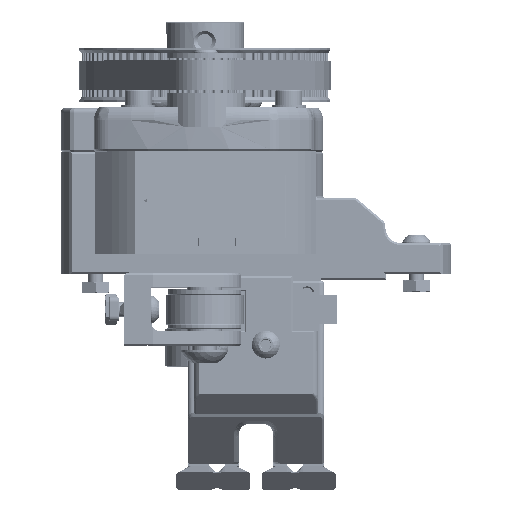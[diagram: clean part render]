
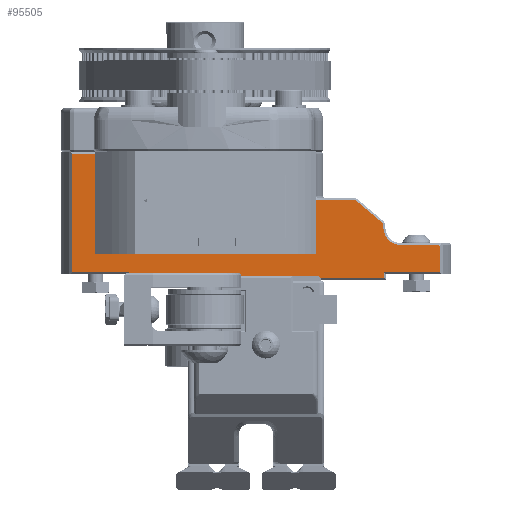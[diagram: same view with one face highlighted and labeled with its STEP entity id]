
A CAD part, top view. The second image highlights one B-rep face of the part: STEP entity #95505.
In plain terms, the highlighted planar face has unit normal (0, 0, 1).
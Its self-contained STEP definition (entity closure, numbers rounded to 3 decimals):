
#4277=CIRCLE('',#101757,3.4);
#4280=CIRCLE('',#101769,0.6);
#10215=FACE_OUTER_BOUND('',#15585,.T.);
#15585=EDGE_LOOP('',(#64037,#64038,#64039,#64040,#64041,#64042,#64043,#64044,
#64045,#64046,#64047,#64048,#64049,#64050,#64051,#64052,#64053,#64054,#64055,
#64056));
#20926=B_SPLINE_CURVE_WITH_KNOTS('',3,(#143922,#143923,#143924,#143925,
#143926,#143927,#143928),.UNSPECIFIED.,.F.,.F.,(4,1,1,1,4),(-0.298,
-0.282,-0.255,-0.239,-0.224),
 .UNSPECIFIED.);
#20928=B_SPLINE_CURVE_WITH_KNOTS('',3,(#143970,#143971,#143972,#143973,
#143974,#143975),.UNSPECIFIED.,.F.,.F.,(4,1,1,4),(0.081,0.11,
0.129,0.149),.UNSPECIFIED.);
#20930=B_SPLINE_CURVE_WITH_KNOTS('',3,(#143998,#143999,#144000,#144001),
 .UNSPECIFIED.,.F.,.F.,(4,4),(-0.013,-0.005),
 .UNSPECIFIED.);
#20932=B_SPLINE_CURVE_WITH_KNOTS('',3,(#144026,#144027,#144028,#144029),
 .UNSPECIFIED.,.F.,.F.,(4,4),(0.074,0.081),
 .UNSPECIFIED.);
#22207=LINE('',#143745,#30164);
#22214=LINE('',#143757,#30171);
#22234=LINE('',#143815,#30191);
#22240=LINE('',#143831,#30197);
#22243=LINE('',#143838,#30200);
#22249=LINE('',#143850,#30206);
#22252=LINE('',#143856,#30209);
#22255=LINE('',#143862,#30212);
#22258=LINE('',#143867,#30215);
#22260=LINE('',#143870,#30217);
#22264=LINE('',#143877,#30221);
#22267=LINE('',#143888,#30224);
#22273=LINE('',#143943,#30230);
#22275=LINE('',#144008,#30232);
#30164=VECTOR('',#113632,10.);
#30171=VECTOR('',#113641,10.);
#30191=VECTOR('',#113685,10.);
#30197=VECTOR('',#113699,10.);
#30200=VECTOR('',#113704,10.);
#30206=VECTOR('',#113712,10.);
#30209=VECTOR('',#113717,10.);
#30212=VECTOR('',#113722,10.);
#30215=VECTOR('',#113727,10.);
#30217=VECTOR('',#113731,10.);
#30221=VECTOR('',#113737,10.);
#30224=VECTOR('',#113748,10.);
#30230=VECTOR('',#113756,10.);
#30232=VECTOR('',#113760,10.);
#38219=VERTEX_POINT('',#143742);
#38220=VERTEX_POINT('',#143744);
#38224=VERTEX_POINT('',#143755);
#38249=VERTEX_POINT('',#143813);
#38250=VERTEX_POINT('',#143814);
#38253=VERTEX_POINT('',#143822);
#38256=VERTEX_POINT('',#143830);
#38258=VERTEX_POINT('',#143836);
#38259=VERTEX_POINT('',#143837);
#38264=VERTEX_POINT('',#143849);
#38266=VERTEX_POINT('',#143855);
#38268=VERTEX_POINT('',#143861);
#38271=VERTEX_POINT('',#143875);
#38273=VERTEX_POINT('',#143881);
#38275=VERTEX_POINT('',#143886);
#38277=VERTEX_POINT('',#143919);
#38278=VERTEX_POINT('',#143921);
#38281=VERTEX_POINT('',#143941);
#38282=VERTEX_POINT('',#143968);
#38283=VERTEX_POINT('',#144007);
#48154=EDGE_CURVE('',#38219,#38220,#22207,.T.);
#48161=EDGE_CURVE('',#38224,#38219,#22214,.T.);
#48189=EDGE_CURVE('',#38249,#38250,#22234,.T.);
#48193=EDGE_CURVE('',#38250,#38253,#4277,.T.);
#48197=EDGE_CURVE('',#38253,#38256,#22240,.T.);
#48200=EDGE_CURVE('',#38258,#38259,#22243,.T.);
#48206=EDGE_CURVE('',#38259,#38264,#22249,.T.);
#48209=EDGE_CURVE('',#38266,#38224,#22252,.T.);
#48212=EDGE_CURVE('',#38268,#38266,#22255,.T.);
#48215=EDGE_CURVE('',#38264,#38268,#22258,.T.);
#48217=EDGE_CURVE('',#38256,#38258,#22260,.T.);
#48221=EDGE_CURVE('',#38271,#38249,#22264,.T.);
#48224=EDGE_CURVE('',#38273,#38271,#4280,.T.);
#48226=EDGE_CURVE('',#38275,#38273,#22267,.T.);
#48229=EDGE_CURVE('',#38277,#38278,#20926,.T.);
#48234=EDGE_CURVE('',#38281,#38277,#22273,.T.);
#48236=EDGE_CURVE('',#38282,#38281,#20928,.T.);
#48238=EDGE_CURVE('',#38278,#38275,#20930,.T.);
#48240=EDGE_CURVE('',#38220,#38283,#22275,.T.);
#48242=EDGE_CURVE('',#38283,#38282,#20932,.T.);
#64037=ORIENTED_EDGE('',*,*,#48154,.F.);
#64038=ORIENTED_EDGE('',*,*,#48161,.F.);
#64039=ORIENTED_EDGE('',*,*,#48209,.F.);
#64040=ORIENTED_EDGE('',*,*,#48212,.F.);
#64041=ORIENTED_EDGE('',*,*,#48215,.F.);
#64042=ORIENTED_EDGE('',*,*,#48206,.F.);
#64043=ORIENTED_EDGE('',*,*,#48200,.F.);
#64044=ORIENTED_EDGE('',*,*,#48217,.F.);
#64045=ORIENTED_EDGE('',*,*,#48197,.F.);
#64046=ORIENTED_EDGE('',*,*,#48193,.F.);
#64047=ORIENTED_EDGE('',*,*,#48189,.F.);
#64048=ORIENTED_EDGE('',*,*,#48221,.F.);
#64049=ORIENTED_EDGE('',*,*,#48224,.F.);
#64050=ORIENTED_EDGE('',*,*,#48226,.F.);
#64051=ORIENTED_EDGE('',*,*,#48238,.F.);
#64052=ORIENTED_EDGE('',*,*,#48229,.F.);
#64053=ORIENTED_EDGE('',*,*,#48234,.F.);
#64054=ORIENTED_EDGE('',*,*,#48236,.F.);
#64055=ORIENTED_EDGE('',*,*,#48242,.F.);
#64056=ORIENTED_EDGE('',*,*,#48240,.F.);
#92820=PLANE('',#101773);
#95505=ADVANCED_FACE('',(#10215),#92820,.F.);
#101757=AXIS2_PLACEMENT_3D('',#143823,#113691,#113692);
#101769=AXIS2_PLACEMENT_3D('',#143883,#113743,#113744);
#101773=AXIS2_PLACEMENT_3D('',#144030,#113762,#113763);
#113632=DIRECTION('',(0.,1.,0.));
#113641=DIRECTION('',(-1.,0.,0.));
#113685=DIRECTION('',(0.16,-0.987,0.));
#113691=DIRECTION('center_axis',(0.,0.,
1.));
#113692=DIRECTION('ref_axis',(-1.,0.,0.));
#113699=DIRECTION('',(1.,0.,0.));
#113704=DIRECTION('',(0.,-1.,0.));
#113712=DIRECTION('',(-1.,0.,0.));
#113717=DIRECTION('',(0.,1.,0.));
#113722=DIRECTION('',(-1.,0.,0.));
#113727=DIRECTION('',(0.,-1.,0.));
#113731=DIRECTION('',(0.733,-0.68,0.));
#113737=DIRECTION('',(0.762,-0.648,0.));
#113743=DIRECTION('center_axis',(0.,0.,
-1.));
#113744=DIRECTION('ref_axis',(0.345,0.938,0.));
#113748=DIRECTION('',(1.,0.,0.));
#113756=DIRECTION('',(0.,-1.,0.));
#113760=DIRECTION('',(1.,0.,0.));
#113762=DIRECTION('center_axis',(0.,0.,
-1.));
#113763=DIRECTION('ref_axis',(1.,0.,0.));
#143742=CARTESIAN_POINT('',(22.4,156.25,-133.615));
#143744=CARTESIAN_POINT('',(22.4,180.5,-133.615));
#143745=CARTESIAN_POINT('',(22.4,151.035,-133.615));
#143755=CARTESIAN_POINT('',(33.992,156.25,-133.615));
#143757=CARTESIAN_POINT('',(52.75,156.25,-133.615));
#143813=CARTESIAN_POINT('',(85.938,166.305,-133.615));
#143814=CARTESIAN_POINT('',(86.197,164.706,-133.615));
#143815=CARTESIAN_POINT('',(84.09,177.717,-133.615));
#143822=CARTESIAN_POINT('',(89.553,161.85,-133.615));
#143823=CARTESIAN_POINT('Origin',(89.553,165.25,-133.615));
#143830=CARTESIAN_POINT('',(97.412,161.85,-133.615));
#143831=CARTESIAN_POINT('',(80.,161.85,-133.615));
#143836=CARTESIAN_POINT('',(97.6,161.676,-133.615));
#143837=CARTESIAN_POINT('',(97.6,156.25,-133.615));
#143838=CARTESIAN_POINT('',(97.6,150.893,-133.615));
#143849=CARTESIAN_POINT('',(86.192,156.25,-133.615));
#143850=CARTESIAN_POINT('',(72.75,156.25,-133.615));
#143855=CARTESIAN_POINT('',(33.992,155.1,-133.615));
#143856=CARTESIAN_POINT('',(33.992,157.711,-133.615));
#143861=CARTESIAN_POINT('',(86.192,155.1,-133.615));
#143862=CARTESIAN_POINT('',(60.296,155.1,-133.615));
#143867=CARTESIAN_POINT('',(86.192,157.711,-133.615));
#143870=CARTESIAN_POINT('',(94.443,164.606,-133.615));
#143875=CARTESIAN_POINT('',(80.531,170.907,-133.615));
#143877=CARTESIAN_POINT('',(82.025,169.635,-133.615));
#143881=CARTESIAN_POINT('',(80.142,171.05,-133.615));
#143883=CARTESIAN_POINT('Origin',(80.142,170.45,-133.615));
#143886=CARTESIAN_POINT('',(72.695,171.05,-133.615));
#143888=CARTESIAN_POINT('',(72.75,171.05,-133.615));
#143919=CARTESIAN_POINT('',(71.718,171.95,-133.615));
#143921=CARTESIAN_POINT('',(72.623,171.05,-133.615));
#143922=CARTESIAN_POINT('Ctrl Pts',(71.718,171.95,-133.615));
#143923=CARTESIAN_POINT('Ctrl Pts',(71.718,171.854,-133.615));
#143924=CARTESIAN_POINT('Ctrl Pts',(71.766,171.573,-133.615));
#143925=CARTESIAN_POINT('Ctrl Pts',(71.995,171.267,-133.615));
#143926=CARTESIAN_POINT('Ctrl Pts',(72.321,171.084,-133.615));
#143927=CARTESIAN_POINT('Ctrl Pts',(72.529,171.05,-133.615));
#143928=CARTESIAN_POINT('Ctrl Pts',(72.623,171.05,-133.615));
#143941=CARTESIAN_POINT('',(71.718,180.4,-133.615));
#143943=CARTESIAN_POINT('',(71.718,180.395,-133.615));
#143968=CARTESIAN_POINT('',(71.626,180.499,-133.615));
#143970=CARTESIAN_POINT('Ctrl Pts',(71.626,180.499,-133.615));
#143971=CARTESIAN_POINT('Ctrl Pts',(71.649,180.496,-133.615));
#143972=CARTESIAN_POINT('Ctrl Pts',(71.684,180.479,-133.615));
#143973=CARTESIAN_POINT('Ctrl Pts',(71.712,180.439,-133.615));
#143974=CARTESIAN_POINT('Ctrl Pts',(71.718,180.412,-133.615));
#143975=CARTESIAN_POINT('Ctrl Pts',(71.718,180.4,-133.615));
#143998=CARTESIAN_POINT('Ctrl Pts',(72.623,171.05,-133.615));
#143999=CARTESIAN_POINT('Ctrl Pts',(72.647,171.05,-133.615));
#144000=CARTESIAN_POINT('Ctrl Pts',(72.671,171.05,-133.615));
#144001=CARTESIAN_POINT('Ctrl Pts',(72.695,171.05,-133.615));
#144007=CARTESIAN_POINT('',(71.612,180.5,-133.615));
#144008=CARTESIAN_POINT('',(42.5,180.5,-133.615));
#144026=CARTESIAN_POINT('Ctrl Pts',(71.612,180.5,-133.615));
#144027=CARTESIAN_POINT('Ctrl Pts',(71.617,180.5,-133.615));
#144028=CARTESIAN_POINT('Ctrl Pts',(71.621,180.5,-133.615));
#144029=CARTESIAN_POINT('Ctrl Pts',(71.626,180.499,-133.615));
#144030=CARTESIAN_POINT('Origin',(60.,146.035,-133.615));
